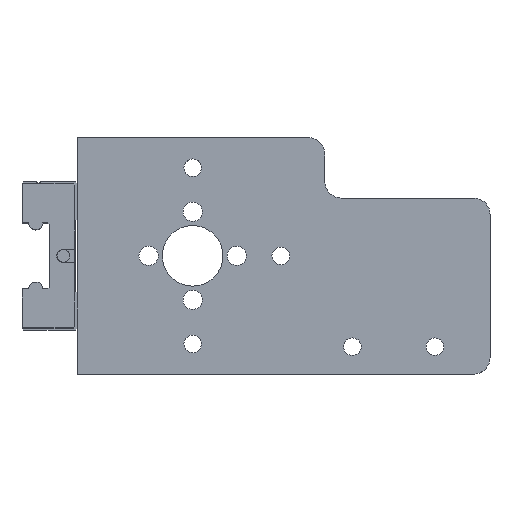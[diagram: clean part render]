
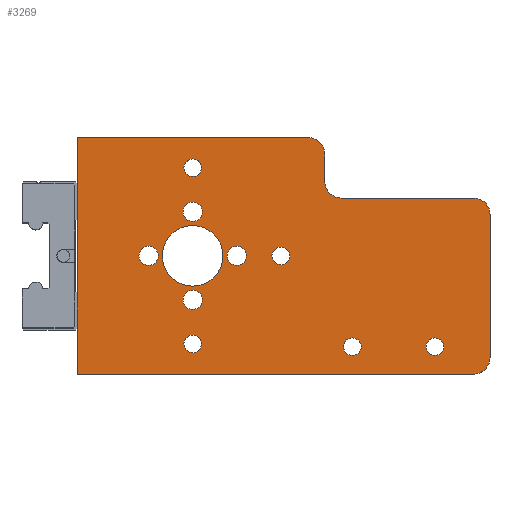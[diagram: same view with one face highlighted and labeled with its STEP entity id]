
A CAD part, top view. The second image highlights one B-rep face of the part: STEP entity #3269.
In plain terms, the highlighted planar face has unit normal (0, 0, 1).
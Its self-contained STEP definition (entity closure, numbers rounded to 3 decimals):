
#82=FACE_BOUND('',#447,.T.);
#83=FACE_BOUND('',#448,.T.);
#84=FACE_BOUND('',#449,.T.);
#85=FACE_BOUND('',#450,.T.);
#86=FACE_BOUND('',#451,.T.);
#87=FACE_BOUND('',#452,.T.);
#88=FACE_BOUND('',#453,.T.);
#89=FACE_BOUND('',#454,.T.);
#90=FACE_BOUND('',#455,.T.);
#91=FACE_BOUND('',#456,.T.);
#246=FACE_OUTER_BOUND('',#446,.T.);
#446=EDGE_LOOP('',(#2878,#2879,#2880,#2881,#2882,#2883,#2884,#2885,#2886,
#2887));
#447=EDGE_LOOP('',(#2888));
#448=EDGE_LOOP('',(#2889));
#449=EDGE_LOOP('',(#2890));
#450=EDGE_LOOP('',(#2891));
#451=EDGE_LOOP('',(#2892));
#452=EDGE_LOOP('',(#2893));
#453=EDGE_LOOP('',(#2894));
#454=EDGE_LOOP('',(#2895));
#455=EDGE_LOOP('',(#2896));
#456=EDGE_LOOP('',(#2897));
#538=CIRCLE('',#3519,3.);
#539=CIRCLE('',#3521,3.);
#540=CIRCLE('',#3522,3.);
#541=CIRCLE('',#3523,3.);
#542=CIRCLE('',#3524,1.6);
#543=CIRCLE('',#3525,1.6);
#544=CIRCLE('',#3526,5.5);
#545=CIRCLE('',#3527,1.75);
#546=CIRCLE('',#3528,1.75);
#547=CIRCLE('',#3529,1.6);
#548=CIRCLE('',#3530,1.6);
#549=CIRCLE('',#3531,1.75);
#550=CIRCLE('',#3532,1.75);
#551=CIRCLE('',#3533,1.6);
#561=LINE('',#4495,#945);
#908=LINE('',#5280,#1292);
#911=LINE('',#5286,#1295);
#914=LINE('',#5296,#1298);
#915=LINE('',#5300,#1299);
#916=LINE('',#5303,#1300);
#945=VECTOR('',#3602,10.);
#1292=VECTOR('',#4335,10.);
#1295=VECTOR('',#4342,4.2);
#1298=VECTOR('',#4353,10.);
#1299=VECTOR('',#4356,10.);
#1300=VECTOR('',#4359,10.);
#1341=VERTEX_POINT('',#4485);
#1345=VERTEX_POINT('',#4493);
#1590=VERTEX_POINT('',#5278);
#1591=VERTEX_POINT('',#5285);
#1592=VERTEX_POINT('',#5289);
#1593=VERTEX_POINT('',#5293);
#1594=VERTEX_POINT('',#5295);
#1595=VERTEX_POINT('',#5297);
#1596=VERTEX_POINT('',#5299);
#1597=VERTEX_POINT('',#5301);
#1598=VERTEX_POINT('',#5304);
#1599=VERTEX_POINT('',#5306);
#1600=VERTEX_POINT('',#5308);
#1601=VERTEX_POINT('',#5310);
#1602=VERTEX_POINT('',#5312);
#1603=VERTEX_POINT('',#5314);
#1604=VERTEX_POINT('',#5316);
#1605=VERTEX_POINT('',#5318);
#1606=VERTEX_POINT('',#5320);
#1607=VERTEX_POINT('',#5322);
#1633=EDGE_CURVE('',#1345,#1341,#561,.T.);
#2024=EDGE_CURVE('',#1590,#1345,#908,.T.);
#2027=EDGE_CURVE('',#1341,#1591,#911,.T.);
#2029=EDGE_CURVE('',#1592,#1591,#538,.T.);
#2031=EDGE_CURVE('',#1590,#1593,#539,.T.);
#2032=EDGE_CURVE('',#1594,#1593,#914,.T.);
#2033=EDGE_CURVE('',#1594,#1595,#540,.T.);
#2034=EDGE_CURVE('',#1596,#1595,#915,.T.);
#2035=EDGE_CURVE('',#1596,#1597,#541,.T.);
#2036=EDGE_CURVE('',#1592,#1597,#916,.T.);
#2037=EDGE_CURVE('',#1598,#1598,#542,.T.);
#2038=EDGE_CURVE('',#1599,#1599,#543,.T.);
#2039=EDGE_CURVE('',#1600,#1600,#544,.T.);
#2040=EDGE_CURVE('',#1601,#1601,#545,.T.);
#2041=EDGE_CURVE('',#1602,#1602,#546,.T.);
#2042=EDGE_CURVE('',#1603,#1603,#547,.T.);
#2043=EDGE_CURVE('',#1604,#1604,#548,.T.);
#2044=EDGE_CURVE('',#1605,#1605,#549,.T.);
#2045=EDGE_CURVE('',#1606,#1606,#550,.T.);
#2046=EDGE_CURVE('',#1607,#1607,#551,.T.);
#2878=ORIENTED_EDGE('',*,*,#2027,.F.);
#2879=ORIENTED_EDGE('',*,*,#1633,.F.);
#2880=ORIENTED_EDGE('',*,*,#2024,.F.);
#2881=ORIENTED_EDGE('',*,*,#2031,.T.);
#2882=ORIENTED_EDGE('',*,*,#2032,.F.);
#2883=ORIENTED_EDGE('',*,*,#2033,.T.);
#2884=ORIENTED_EDGE('',*,*,#2034,.F.);
#2885=ORIENTED_EDGE('',*,*,#2035,.T.);
#2886=ORIENTED_EDGE('',*,*,#2036,.F.);
#2887=ORIENTED_EDGE('',*,*,#2029,.T.);
#2888=ORIENTED_EDGE('',*,*,#2037,.F.);
#2889=ORIENTED_EDGE('',*,*,#2038,.F.);
#2890=ORIENTED_EDGE('',*,*,#2039,.F.);
#2891=ORIENTED_EDGE('',*,*,#2040,.F.);
#2892=ORIENTED_EDGE('',*,*,#2041,.F.);
#2893=ORIENTED_EDGE('',*,*,#2042,.F.);
#2894=ORIENTED_EDGE('',*,*,#2043,.F.);
#2895=ORIENTED_EDGE('',*,*,#2044,.F.);
#2896=ORIENTED_EDGE('',*,*,#2045,.F.);
#2897=ORIENTED_EDGE('',*,*,#2046,.F.);
#3110=PLANE('',#3520);
#3269=ADVANCED_FACE('',(#246,#82,#83,#84,#85,#86,#87,#88,#89,#90,#91),#3110,
 .F.);
#3519=AXIS2_PLACEMENT_3D('',#5290,#4346,#4347);
#3520=AXIS2_PLACEMENT_3D('',#5292,#4349,#4350);
#3521=AXIS2_PLACEMENT_3D('',#5294,#4351,#4352);
#3522=AXIS2_PLACEMENT_3D('',#5298,#4354,#4355);
#3523=AXIS2_PLACEMENT_3D('',#5302,#4357,#4358);
#3524=AXIS2_PLACEMENT_3D('',#5305,#4360,#4361);
#3525=AXIS2_PLACEMENT_3D('',#5307,#4362,#4363);
#3526=AXIS2_PLACEMENT_3D('',#5309,#4364,#4365);
#3527=AXIS2_PLACEMENT_3D('',#5311,#4366,#4367);
#3528=AXIS2_PLACEMENT_3D('',#5313,#4368,#4369);
#3529=AXIS2_PLACEMENT_3D('',#5315,#4370,#4371);
#3530=AXIS2_PLACEMENT_3D('',#5317,#4372,#4373);
#3531=AXIS2_PLACEMENT_3D('',#5319,#4374,#4375);
#3532=AXIS2_PLACEMENT_3D('',#5321,#4376,#4377);
#3533=AXIS2_PLACEMENT_3D('',#5323,#4378,#4379);
#3602=DIRECTION('',(0.,1.,0.));
#4335=DIRECTION('',(-1.,0.,0.));
#4342=DIRECTION('',(1.,0.,0.));
#4346=DIRECTION('center_axis',(0.,0.,
1.));
#4347=DIRECTION('ref_axis',(0.707,0.707,0.));
#4349=DIRECTION('center_axis',(0.,0.,
-1.));
#4350=DIRECTION('ref_axis',(-1.,0.,0.));
#4351=DIRECTION('center_axis',(0.,0.,
1.));
#4352=DIRECTION('ref_axis',(0.707,-0.707,0.));
#4353=DIRECTION('',(0.,-1.,0.));
#4354=DIRECTION('center_axis',(0.,0.,
1.));
#4355=DIRECTION('ref_axis',(0.707,0.707,0.));
#4356=DIRECTION('',(1.,0.,0.));
#4357=DIRECTION('center_axis',(0.,0.,
-1.));
#4358=DIRECTION('ref_axis',(-0.707,-0.707,0.));
#4359=DIRECTION('',(0.,-1.,0.));
#4360=DIRECTION('center_axis',(0.,0.,
1.));
#4361=DIRECTION('ref_axis',(-1.,0.,0.));
#4362=DIRECTION('center_axis',(0.,0.,
1.));
#4363=DIRECTION('ref_axis',(-1.,0.,0.));
#4364=DIRECTION('center_axis',(0.,0.,
1.));
#4365=DIRECTION('ref_axis',(-1.,0.,0.));
#4366=DIRECTION('center_axis',(0.,0.,
1.));
#4367=DIRECTION('ref_axis',(-1.,0.,0.));
#4368=DIRECTION('center_axis',(0.,0.,
1.));
#4369=DIRECTION('ref_axis',(-1.,0.,0.));
#4370=DIRECTION('center_axis',(0.,0.,
1.));
#4371=DIRECTION('ref_axis',(-1.,0.,0.));
#4372=DIRECTION('center_axis',(0.,0.,
1.));
#4373=DIRECTION('ref_axis',(-1.,0.,0.));
#4374=DIRECTION('center_axis',(0.,0.,
1.));
#4375=DIRECTION('ref_axis',(-1.,0.,0.));
#4376=DIRECTION('center_axis',(0.,0.,
1.));
#4377=DIRECTION('ref_axis',(-1.,0.,0.));
#4378=DIRECTION('center_axis',(0.,0.,
1.));
#4379=DIRECTION('ref_axis',(-1.,0.,0.));
#4485=CARTESIAN_POINT('',(-222.,-135.5,255.35));
#4493=CARTESIAN_POINT('',(-222.,-178.5,255.35));
#4495=CARTESIAN_POINT('',(-222.,-157.,255.35));
#5278=CARTESIAN_POINT('',(-150.,-178.5,255.35));
#5280=CARTESIAN_POINT('',(-216.,-178.5,255.35));
#5285=CARTESIAN_POINT('',(-180.,-135.5,255.35));
#5286=CARTESIAN_POINT('',(-229.195,-135.5,255.35));
#5289=CARTESIAN_POINT('',(-177.,-138.5,255.35));
#5290=CARTESIAN_POINT('Origin',(-180.,-138.5,255.35));
#5292=CARTESIAN_POINT('Origin',(-184.799,-157.,255.35));
#5293=CARTESIAN_POINT('',(-147.,-175.5,255.35));
#5294=CARTESIAN_POINT('Origin',(-150.,-175.5,255.35));
#5295=CARTESIAN_POINT('',(-147.,-149.5,255.35));
#5296=CARTESIAN_POINT('',(-147.,-178.5,255.35));
#5297=CARTESIAN_POINT('',(-150.,-146.5,255.35));
#5298=CARTESIAN_POINT('Origin',(-150.,-149.5,255.35));
#5299=CARTESIAN_POINT('',(-174.,-146.5,255.35));
#5300=CARTESIAN_POINT('',(-165.899,-146.5,255.35));
#5301=CARTESIAN_POINT('',(-177.,-143.5,255.35));
#5302=CARTESIAN_POINT('Origin',(-174.,-143.5,255.35));
#5303=CARTESIAN_POINT('',(-177.,-151.75,255.35));
#5304=CARTESIAN_POINT('',(-170.4,-173.5,255.35));
#5305=CARTESIAN_POINT('Origin',(-172.,-173.5,255.35));
#5306=CARTESIAN_POINT('',(-155.4,-173.5,255.35));
#5307=CARTESIAN_POINT('Origin',(-157.,-173.5,255.35));
#5308=CARTESIAN_POINT('',(-195.5,-157.,255.35));
#5309=CARTESIAN_POINT('Origin',(-201.,-157.,255.35));
#5310=CARTESIAN_POINT('',(-199.25,-165.,255.35));
#5311=CARTESIAN_POINT('Origin',(-201.,-165.,255.35));
#5312=CARTESIAN_POINT('',(-207.25,-157.,255.35));
#5313=CARTESIAN_POINT('Origin',(-209.,-157.,255.35));
#5314=CARTESIAN_POINT('',(-199.4,-173.,255.35));
#5315=CARTESIAN_POINT('Origin',(-201.,-173.,255.35));
#5316=CARTESIAN_POINT('',(-199.4,-141.,255.35));
#5317=CARTESIAN_POINT('Origin',(-201.,-141.,255.35));
#5318=CARTESIAN_POINT('',(-191.25,-157.,255.35));
#5319=CARTESIAN_POINT('Origin',(-193.,-157.,255.35));
#5320=CARTESIAN_POINT('',(-199.25,-149.,255.35));
#5321=CARTESIAN_POINT('Origin',(-201.,-149.,255.35));
#5322=CARTESIAN_POINT('',(-183.4,-157.,255.35));
#5323=CARTESIAN_POINT('Origin',(-185.,-157.,255.35));
